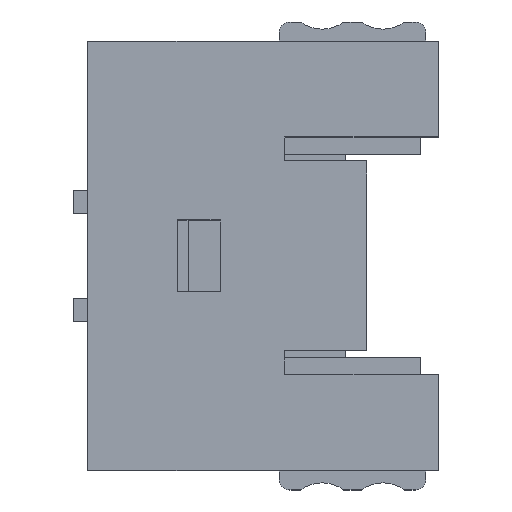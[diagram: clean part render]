
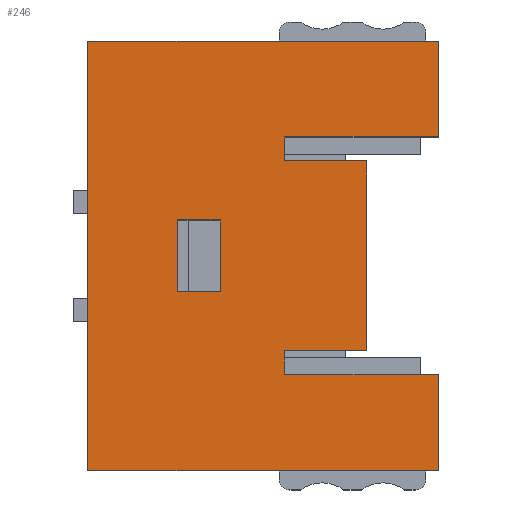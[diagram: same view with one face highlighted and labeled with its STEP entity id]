
A CAD part, top view. The second image highlights one B-rep face of the part: STEP entity #246.
In plain terms, the highlighted planar face has unit normal (0, 0, 1).
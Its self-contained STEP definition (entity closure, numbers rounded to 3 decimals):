
#246=ADVANCED_FACE('',(#470,#471),#472,.T.);
#470=FACE_BOUND('',#818,.T.);
#471=FACE_OUTER_BOUND('',#819,.T.);
#472=PLANE('',#820);
#818=EDGE_LOOP('',(#1345,#1346,#1347,#1348));
#819=EDGE_LOOP('',(#1349,#1350,#1351,#1352,#1353,#1354,#1355,#1356,#1357,#1358,#1359,#1360));
#820=AXIS2_PLACEMENT_3D('',#1361,#1362,#1363);
#1345=ORIENTED_EDGE('',*,*,#2799,.F.);
#1346=ORIENTED_EDGE('',*,*,#2800,.F.);
#1347=ORIENTED_EDGE('',*,*,#2801,.F.);
#1348=ORIENTED_EDGE('',*,*,#2802,.F.);
#1349=ORIENTED_EDGE('',*,*,#2803,.F.);
#1350=ORIENTED_EDGE('',*,*,#2804,.F.);
#1351=ORIENTED_EDGE('',*,*,#2774,.F.);
#1352=ORIENTED_EDGE('',*,*,#2780,.F.);
#1353=ORIENTED_EDGE('',*,*,#2731,.T.);
#1354=ORIENTED_EDGE('',*,*,#2805,.T.);
#1355=ORIENTED_EDGE('',*,*,#2797,.F.);
#1356=ORIENTED_EDGE('',*,*,#2806,.F.);
#1357=ORIENTED_EDGE('',*,*,#2807,.F.);
#1358=ORIENTED_EDGE('',*,*,#2808,.F.);
#1359=ORIENTED_EDGE('',*,*,#2809,.F.);
#1360=ORIENTED_EDGE('',*,*,#2810,.F.);
#1361=CARTESIAN_POINT('',(-9.8,4.5,3.7));
#1362=DIRECTION('',(0.0,0.,1.0));
#1363=DIRECTION('',(0.0,-1.0,0.));
#2731=EDGE_CURVE('',#3314,#3312,#3315,.T.);
#2774=EDGE_CURVE('',#3393,#3395,#3396,.T.);
#2780=EDGE_CURVE('',#3314,#3393,#3404,.T.);
#2797=EDGE_CURVE('',#3433,#3435,#3436,.T.);
#2799=EDGE_CURVE('',#3438,#3439,#3440,.T.);
#2800=EDGE_CURVE('',#3441,#3438,#3442,.T.);
#2801=EDGE_CURVE('',#3443,#3441,#3444,.T.);
#2802=EDGE_CURVE('',#3439,#3443,#3445,.T.);
#2803=EDGE_CURVE('',#3446,#3447,#3448,.T.);
#2804=EDGE_CURVE('',#3395,#3446,#3449,.T.);
#2805=EDGE_CURVE('',#3312,#3435,#3450,.T.);
#2806=EDGE_CURVE('',#3451,#3433,#3452,.T.);
#2807=EDGE_CURVE('',#3453,#3451,#3454,.T.);
#2808=EDGE_CURVE('',#3455,#3453,#3456,.T.);
#2809=EDGE_CURVE('',#3457,#3455,#3458,.T.);
#2810=EDGE_CURVE('',#3447,#3457,#3459,.T.);
#3312=VERTEX_POINT('',#4218);
#3314=VERTEX_POINT('',#4221);
#3315=LINE('',#4222,#4223);
#3393=VERTEX_POINT('',#4342);
#3395=VERTEX_POINT('',#4345);
#3396=LINE('',#4346,#4347);
#3404=LINE('',#4360,#4361);
#3433=VERTEX_POINT('',#4405);
#3435=VERTEX_POINT('',#4408);
#3436=LINE('',#4409,#4410);
#3438=VERTEX_POINT('',#4413);
#3439=VERTEX_POINT('',#4414);
#3440=LINE('',#4415,#4416);
#3441=VERTEX_POINT('',#4417);
#3442=LINE('',#4418,#4419);
#3443=VERTEX_POINT('',#4420);
#3444=LINE('',#4421,#4422);
#3445=LINE('',#4423,#4424);
#3446=VERTEX_POINT('',#4425);
#3447=VERTEX_POINT('',#4426);
#3448=LINE('',#4427,#4428);
#3449=LINE('',#4429,#4430);
#3450=LINE('',#4431,#4432);
#3451=VERTEX_POINT('',#4433);
#3452=LINE('',#4434,#4435);
#3453=VERTEX_POINT('',#4436);
#3454=LINE('',#4437,#4438);
#3455=VERTEX_POINT('',#4439);
#3456=LINE('',#4440,#4441);
#3457=VERTEX_POINT('',#4442);
#3458=LINE('',#4443,#4444);
#3459=LINE('',#4445,#4446);
#4218=CARTESIAN_POINT('',(-9.8,-7.5,3.7));
#4221=CARTESIAN_POINT('',(-9.8,4.5,3.7));
#4222=CARTESIAN_POINT('',(-9.8,4.5,3.7));
#4223=VECTOR('',#5327,1.0);
#4342=CARTESIAN_POINT('',(0.0,4.5,3.7));
#4345=CARTESIAN_POINT('',(0.0,1.82,3.7));
#4346=CARTESIAN_POINT('',(0.0,4.5,3.7));
#4347=VECTOR('',#5370,1.0);
#4360=CARTESIAN_POINT('',(-9.8,4.5,3.7));
#4361=VECTOR('',#5376,1.0);
#4405=CARTESIAN_POINT('',(0.0,-4.82,3.7));
#4408=CARTESIAN_POINT('',(0.0,-7.5,3.7));
#4409=CARTESIAN_POINT('',(0.0,4.5,3.7));
#4410=VECTOR('',#5393,1.0);
#4413=CARTESIAN_POINT('',(-7.3,-0.5,3.7));
#4414=CARTESIAN_POINT('',(-7.3,-2.5,3.7));
#4415=CARTESIAN_POINT('',(-7.3,-0.5,3.7));
#4416=VECTOR('',#5395,1.0);
#4417=CARTESIAN_POINT('',(-6.1,-0.5,3.7));
#4418=CARTESIAN_POINT('',(-6.1,-0.5,3.7));
#4419=VECTOR('',#5396,1.0);
#4420=CARTESIAN_POINT('',(-6.1,-2.5,3.7));
#4421=CARTESIAN_POINT('',(-6.1,-2.5,3.7));
#4422=VECTOR('',#5397,1.0);
#4423=CARTESIAN_POINT('',(-7.3,-2.5,3.7));
#4424=VECTOR('',#5398,1.0);
#4425=CARTESIAN_POINT('',(-4.3,1.82,3.7));
#4426=CARTESIAN_POINT('',(-4.3,1.15,3.7));
#4427=CARTESIAN_POINT('',(-4.3,1.82,3.7));
#4428=VECTOR('',#5399,1.0);
#4429=CARTESIAN_POINT('',(0.0,1.82,3.7));
#4430=VECTOR('',#5400,1.0);
#4431=CARTESIAN_POINT('',(-9.8,-7.5,3.7));
#4432=VECTOR('',#5401,1.0);
#4433=CARTESIAN_POINT('',(-4.3,-4.82,3.7));
#4434=CARTESIAN_POINT('',(-4.3,-4.82,3.7));
#4435=VECTOR('',#5402,1.0);
#4436=CARTESIAN_POINT('',(-4.3,-4.15,3.7));
#4437=CARTESIAN_POINT('',(-4.3,-4.15,3.7));
#4438=VECTOR('',#5403,1.0);
#4439=CARTESIAN_POINT('',(-2.0,-4.15,3.7));
#4440=CARTESIAN_POINT('',(-2.0,-4.15,3.7));
#4441=VECTOR('',#5404,1.0);
#4442=CARTESIAN_POINT('',(-2.0,1.15,3.7));
#4443=CARTESIAN_POINT('',(-2.0,1.15,3.7));
#4444=VECTOR('',#5405,1.0);
#4445=CARTESIAN_POINT('',(-4.3,1.15,3.7));
#4446=VECTOR('',#5406,1.0);
#5327=DIRECTION('',(0.0,-1.0,0.));
#5370=DIRECTION('',(0.0,-1.0,0.));
#5376=DIRECTION('',(1.0,0.0,0.0));
#5393=DIRECTION('',(0.0,-1.0,0.));
#5395=DIRECTION('',(0.0,-1.0,0.));
#5396=DIRECTION('',(-1.0,0.,0.0));
#5397=DIRECTION('',(0.0,1.0,0.));
#5398=DIRECTION('',(1.0,0.,0.0));
#5399=DIRECTION('',(0.0,-1.0,0.));
#5400=DIRECTION('',(-1.0,0.,0.0));
#5401=DIRECTION('',(1.0,0.0,0.0));
#5402=DIRECTION('',(1.0,0.,0.0));
#5403=DIRECTION('',(0.0,-1.0,0.));
#5404=DIRECTION('',(-1.0,0.0,0.0));
#5405=DIRECTION('',(0.0,-1.0,0.));
#5406=DIRECTION('',(1.0,0.0,0.0));
